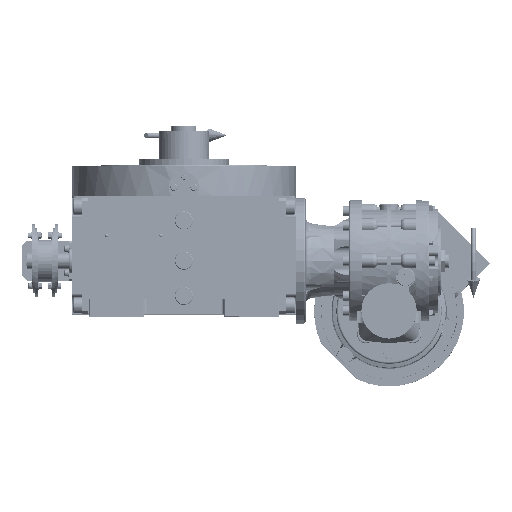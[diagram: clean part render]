
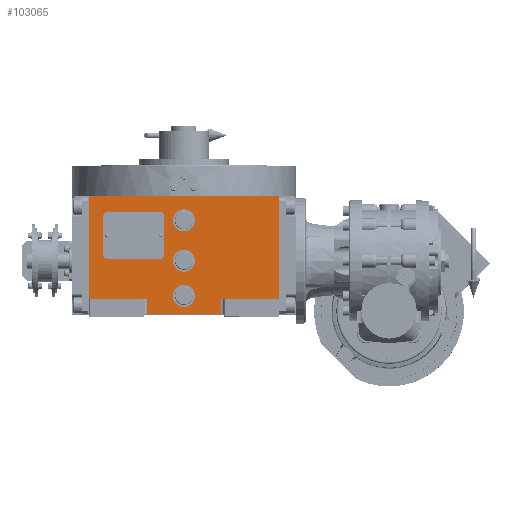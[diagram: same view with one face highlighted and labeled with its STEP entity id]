
A CAD part, top view. The second image highlights one B-rep face of the part: STEP entity #103065.
In plain terms, the highlighted planar face has unit normal (0, 0, 1).
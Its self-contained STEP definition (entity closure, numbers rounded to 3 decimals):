
#3586 = DIRECTION ( 'NONE',  ( 0., 0., 1. ) ) ;
#4187 = CARTESIAN_POINT ( 'NONE',  ( -11., 0., 163.5 ) ) ;
#5510 = DIRECTION ( 'NONE',  ( 0., 1., 0. ) ) ;
#10674 = DIRECTION ( 'NONE',  ( 0., 1., 0. ) ) ;
#10682 = EDGE_CURVE ( 'NONE', #48776, #176499, #167329, .T. ) ;
#12054 = FACE_BOUND ( 'NONE', #103981, .T. ) ;
#12685 = EDGE_CURVE ( 'NONE', #42614, #45387, #89004, .T. ) ;
#12866 = VECTOR ( 'NONE', #136227, 1000. ) ;
#13616 = ORIENTED_EDGE ( 'NONE', *, *, #170692, .F. ) ;
#13730 = DIRECTION ( 'NONE',  ( 0., 0., 1. ) ) ;
#13898 = VERTEX_POINT ( 'NONE', #73490 ) ;
#15436 = CARTESIAN_POINT ( 'NONE',  ( 0., 40., 163.5 ) ) ;
#15886 = AXIS2_PLACEMENT_3D ( 'NONE', #15436, #136152, #69881 ) ;
#16044 = ORIENTED_EDGE ( 'NONE', *, *, #109254, .T. ) ;
#21932 = DIRECTION ( 'NONE',  ( 0., 0., 1. ) ) ;
#22081 = VERTEX_POINT ( 'NONE', #109359 ) ;
#23365 = CARTESIAN_POINT ( 'NONE',  ( -94.5, 64.5, 163.5 ) ) ;
#24667 = DIRECTION ( 'NONE',  ( 1., 0., 0. ) ) ;
#24743 = VECTOR ( 'NONE', #88318, 1000. ) ;
#29543 = ORIENTED_EDGE ( 'NONE', *, *, #54458, .F. ) ;
#33308 = ORIENTED_EDGE ( 'NONE', *, *, #151627, .F. ) ;
#37008 = CARTESIAN_POINT ( 'NONE',  ( -37., -53.5, 163.5 ) ) ;
#37384 = LINE ( 'NONE', #79156, #12866 ) ;
#37724 = ORIENTED_EDGE ( 'NONE', *, *, #112514, .T. ) ;
#37892 = LINE ( 'NONE', #37008, #164948 ) ;
#37994 = VERTEX_POINT ( 'NONE', #164444 ) ;
#38393 = DIRECTION ( 'NONE',  ( 0., 0., 1. ) ) ;
#40173 = CARTESIAN_POINT ( 'NONE',  ( -94.5, -53.5, 163.5 ) ) ;
#41405 = CARTESIAN_POINT ( 'NONE',  ( -94.5, -38.5, 163.5 ) ) ;
#42614 = VERTEX_POINT ( 'NONE', #129130 ) ;
#45189 = VERTEX_POINT ( 'NONE', #172983 ) ;
#45387 = VERTEX_POINT ( 'NONE', #106647 ) ;
#46728 = EDGE_CURVE ( 'NONE', #161408, #49881, #122414, .T. ) ;
#47372 = DIRECTION ( 'NONE',  ( 1., 0., 0. ) ) ;
#48189 = CIRCLE ( 'NONE', #74242, 11. ) ;
#48776 = VERTEX_POINT ( 'NONE', #67709 ) ;
#49881 = VERTEX_POINT ( 'NONE', #82554 ) ;
#50973 = DIRECTION ( 'NONE',  ( 0., 0., 1. ) ) ;
#54458 = EDGE_CURVE ( 'NONE', #45189, #123725, #100841, .T. ) ;
#55926 = VERTEX_POINT ( 'NONE', #174240 ) ;
#56435 = EDGE_CURVE ( 'NONE', #126740, #13898, #80505, .T. ) ;
#57196 = DIRECTION ( 'NONE',  ( -1., 0., 0. ) ) ;
#57631 = DIRECTION ( 'NONE',  ( 1., 0., 0. ) ) ;
#61134 = ORIENTED_EDGE ( 'NONE', *, *, #162437, .F. ) ;
#64590 = CARTESIAN_POINT ( 'NONE',  ( 0., 0., 163.5 ) ) ;
#67359 = ORIENTED_EDGE ( 'NONE', *, *, #12685, .F. ) ;
#67709 = CARTESIAN_POINT ( 'NONE',  ( 37., -38.5, 163.5 ) ) ;
#69881 = DIRECTION ( 'NONE',  ( 1., 0., 0. ) ) ;
#70631 = DIRECTION ( 'NONE',  ( 0., 0., 1. ) ) ;
#73203 = CARTESIAN_POINT ( 'NONE',  ( -94.5, 64.5, 163.5 ) ) ;
#73490 = CARTESIAN_POINT ( 'NONE',  ( 94.5, 64.5, 163.5 ) ) ;
#74242 = AXIS2_PLACEMENT_3D ( 'NONE', #98722, #70631, #85136 ) ;
#76129 = CARTESIAN_POINT ( 'NONE',  ( 11., -35., 163.5 ) ) ;
#76285 = LINE ( 'NONE', #127999, #111327 ) ;
#77824 = CARTESIAN_POINT ( 'NONE',  ( 37., -53.5, 163.5 ) ) ;
#79156 = CARTESIAN_POINT ( 'NONE',  ( -37., -53.5, 163.5 ) ) ;
#79361 = VECTOR ( 'NONE', #84171, 1000. ) ;
#80505 = LINE ( 'NONE', #23365, #139058 ) ;
#82554 = CARTESIAN_POINT ( 'NONE',  ( -11., -35., 163.5 ) ) ;
#84171 = DIRECTION ( 'NONE',  ( 1., 0., 0. ) ) ;
#85136 = DIRECTION ( 'NONE',  ( -1., 0., 0. ) ) ;
#85428 = EDGE_LOOP ( 'NONE', ( #105792, #94282, #37724, #169159, #133215, #102340, #16044, #33308 ) ) ;
#85994 = AXIS2_PLACEMENT_3D ( 'NONE', #127872, #3586, #132355 ) ;
#88318 = DIRECTION ( 'NONE',  ( 0., -1., 0. ) ) ;
#89004 = CIRCLE ( 'NONE', #85994, 11. ) ;
#93211 = DIRECTION ( 'NONE',  ( 1., 0., 0. ) ) ;
#94282 = ORIENTED_EDGE ( 'NONE', *, *, #10682, .F. ) ;
#96423 = PLANE ( 'NONE',  #176374 ) ;
#98722 = CARTESIAN_POINT ( 'NONE',  ( 0., -35., 163.5 ) ) ;
#98857 = EDGE_CURVE ( 'NONE', #45387, #42614, #146186, .T. ) ;
#99389 = LINE ( 'NONE', #41405, #165367 ) ;
#100841 = CIRCLE ( 'NONE', #144262, 11. ) ;
#102340 = ORIENTED_EDGE ( 'NONE', *, *, #104762, .F. ) ;
#103065 = ADVANCED_FACE ( 'NONE', ( #137259, #12054, #107327, #150857 ), #96423, .T. ) ;
#103866 = AXIS2_PLACEMENT_3D ( 'NONE', #138024, #13730, #57196 ) ;
#103981 = EDGE_LOOP ( 'NONE', ( #135234, #13616 ) ) ;
#104762 = EDGE_CURVE ( 'NONE', #55926, #126740, #149569, .T. ) ;
#105792 = ORIENTED_EDGE ( 'NONE', *, *, #114561, .T. ) ;
#106647 = CARTESIAN_POINT ( 'NONE',  ( 11., 40., 163.5 ) ) ;
#107327 = FACE_BOUND ( 'NONE', #166983, .T. ) ;
#109254 = EDGE_CURVE ( 'NONE', #55926, #37994, #99389, .T. ) ;
#109359 = CARTESIAN_POINT ( 'NONE',  ( 94.5, -38.5, 163.5 ) ) ;
#109630 = DIRECTION ( 'NONE',  ( 0., 1., 0. ) ) ;
#111327 = VECTOR ( 'NONE', #5510, 1000. ) ;
#112514 = EDGE_CURVE ( 'NONE', #48776, #22081, #138628, .T. ) ;
#114561 = EDGE_CURVE ( 'NONE', #172473, #176499, #37384, .T. ) ;
#116263 = EDGE_LOOP ( 'NONE', ( #29543, #61134 ) ) ;
#116563 = AXIS2_PLACEMENT_3D ( 'NONE', #146212, #21932, #47372 ) ;
#118350 = CIRCLE ( 'NONE', #103866, 11. ) ;
#119314 = CARTESIAN_POINT ( 'NONE',  ( -37., -53.5, 163.5 ) ) ;
#122414 = CIRCLE ( 'NONE', #116563, 11. ) ;
#123725 = VERTEX_POINT ( 'NONE', #4187 ) ;
#126740 = VERTEX_POINT ( 'NONE', #73203 ) ;
#127306 = CARTESIAN_POINT ( 'NONE',  ( 37., -38.5, 163.5 ) ) ;
#127390 = EDGE_CURVE ( 'NONE', #22081, #13898, #76285, .T. ) ;
#127872 = CARTESIAN_POINT ( 'NONE',  ( 0., 40., 163.5 ) ) ;
#127999 = CARTESIAN_POINT ( 'NONE',  ( 94.5, -38.5, 163.5 ) ) ;
#129130 = CARTESIAN_POINT ( 'NONE',  ( -11., 40., 163.5 ) ) ;
#132355 = DIRECTION ( 'NONE',  ( -1., 0., 0. ) ) ;
#133215 = ORIENTED_EDGE ( 'NONE', *, *, #56435, .F. ) ;
#135234 = ORIENTED_EDGE ( 'NONE', *, *, #46728, .F. ) ;
#136152 = DIRECTION ( 'NONE',  ( 0., 0., 1. ) ) ;
#136227 = DIRECTION ( 'NONE',  ( 1., 0., 0. ) ) ;
#137259 = FACE_BOUND ( 'NONE', #116263, .T. ) ;
#138024 = CARTESIAN_POINT ( 'NONE',  ( 0., 0., 163.5 ) ) ;
#138153 = DIRECTION ( 'NONE',  ( 1., 0., 0. ) ) ;
#138628 = LINE ( 'NONE', #168557, #79361 ) ;
#139058 = VECTOR ( 'NONE', #93211, 1000. ) ;
#141580 = VECTOR ( 'NONE', #109630, 1000. ) ;
#144262 = AXIS2_PLACEMENT_3D ( 'NONE', #64590, #50973, #24667 ) ;
#146186 = CIRCLE ( 'NONE', #15886, 11. ) ;
#146212 = CARTESIAN_POINT ( 'NONE',  ( 0., -35., 163.5 ) ) ;
#149569 = LINE ( 'NONE', #150457, #141580 ) ;
#150457 = CARTESIAN_POINT ( 'NONE',  ( -94.5, -38.5, 163.5 ) ) ;
#150857 = FACE_OUTER_BOUND ( 'NONE', #85428, .T. ) ;
#151627 = EDGE_CURVE ( 'NONE', #172473, #37994, #37892, .T. ) ;
#161408 = VERTEX_POINT ( 'NONE', #76129 ) ;
#162437 = EDGE_CURVE ( 'NONE', #123725, #45189, #118350, .T. ) ;
#164444 = CARTESIAN_POINT ( 'NONE',  ( -37., -38.5, 163.5 ) ) ;
#164948 = VECTOR ( 'NONE', #10674, 1000. ) ;
#165367 = VECTOR ( 'NONE', #57631, 1000. ) ;
#166983 = EDGE_LOOP ( 'NONE', ( #174099, #67359 ) ) ;
#167329 = LINE ( 'NONE', #127306, #24743 ) ;
#168557 = CARTESIAN_POINT ( 'NONE',  ( 37., -38.5, 163.5 ) ) ;
#169159 = ORIENTED_EDGE ( 'NONE', *, *, #127390, .T. ) ;
#170692 = EDGE_CURVE ( 'NONE', #49881, #161408, #48189, .T. ) ;
#172473 = VERTEX_POINT ( 'NONE', #119314 ) ;
#172983 = CARTESIAN_POINT ( 'NONE',  ( 11., 0., 163.5 ) ) ;
#174099 = ORIENTED_EDGE ( 'NONE', *, *, #98857, .F. ) ;
#174240 = CARTESIAN_POINT ( 'NONE',  ( -94.5, -38.5, 163.5 ) ) ;
#176374 = AXIS2_PLACEMENT_3D ( 'NONE', #40173, #38393, #138153 ) ;
#176499 = VERTEX_POINT ( 'NONE', #77824 ) ;
